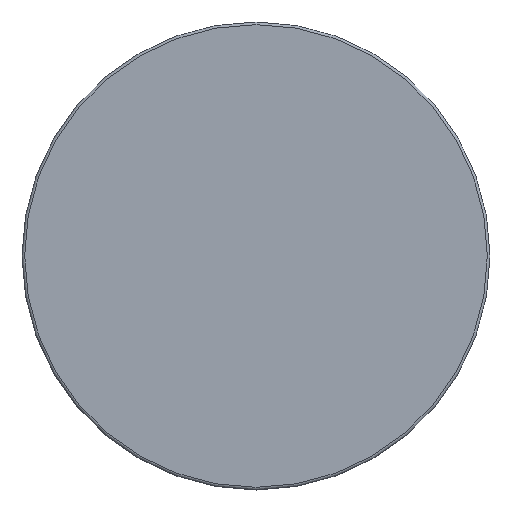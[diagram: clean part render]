
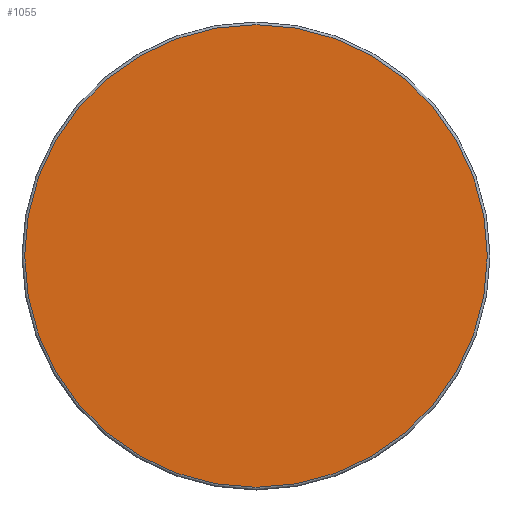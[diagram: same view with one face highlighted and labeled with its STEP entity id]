
A CAD part, top view. The second image highlights one B-rep face of the part: STEP entity #1055.
In plain terms, the highlighted planar face has unit normal (0, 0, 1).
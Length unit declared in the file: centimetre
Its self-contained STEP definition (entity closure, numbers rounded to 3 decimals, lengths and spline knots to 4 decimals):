
#210=FACE_OUTER_BOUND('',#286,.T.);
#286=EDGE_LOOP('',(#681));
#390=CIRCLE('',#1135,5.23);
#453=VERTEX_POINT('',#1578);
#544=EDGE_CURVE('',#453,#453,#390,.T.);
#681=ORIENTED_EDGE('',*,*,#544,.F.);
#955=PLANE('',#1134);
#1055=ADVANCED_FACE('',(#210),#955,.F.);
#1134=AXIS2_PLACEMENT_3D('',#1577,#1271,#1272);
#1135=AXIS2_PLACEMENT_3D('',#1579,#1273,#1274);
#1271=DIRECTION('center_axis',(0.,0.,
-1.));
#1272=DIRECTION('ref_axis',(-1.,0.,0.));
#1273=DIRECTION('center_axis',(0.,0.,
-1.));
#1274=DIRECTION('ref_axis',(1.,0.,0.));
#1577=CARTESIAN_POINT('Origin',(0.,0.,5.16));
#1578=CARTESIAN_POINT('',(5.23,0.,5.16));
#1579=CARTESIAN_POINT('Origin',(0.,0.,
5.16));
